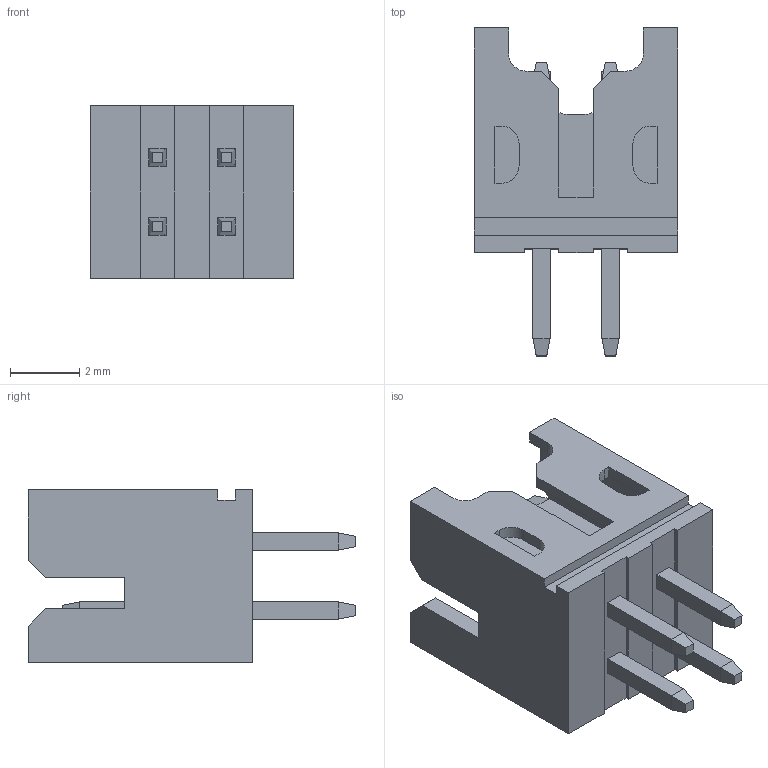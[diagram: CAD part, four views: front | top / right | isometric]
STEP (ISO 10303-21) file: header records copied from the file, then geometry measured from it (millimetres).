
FILE_DESCRIPTION (( 'STEP AP203' ), '1' );
FILE_NAME ('SWR204-NRTN-D02-ST-GA.STEP', '2016-03-11T09:04:14', ( 'LUANN HERRING' ), ( 'SULLINS' ), 'SwSTEP 2.0', 'SolidWorks 2015', '' );
FILE_SCHEMA (( 'CONFIG_CONTROL_DESIGN' ));
Length unit declared in the file: inch
Products named in the file (2): SWR204-NRTN-D02-ST-GA
Bounding box: 5.9 x 9.5 x 5 mm (x, y, z)
Volume: 84.3 mm3; surface area: 340.3 mm2
Topology: 5 solids, 5 shells, 142 faces, 364 edges, 232 vertices
Faces by surface type: plane 132, cylinder 10
Entity records: 4365 total; most frequent: CARTESIAN_POINT 740, ORIENTED_EDGE 728, DIRECTION 672, EDGE_CURVE 364, VECTOR 344, LINE 344, VERTEX_POINT 232, AXIS2_PLACEMENT_3D 164
